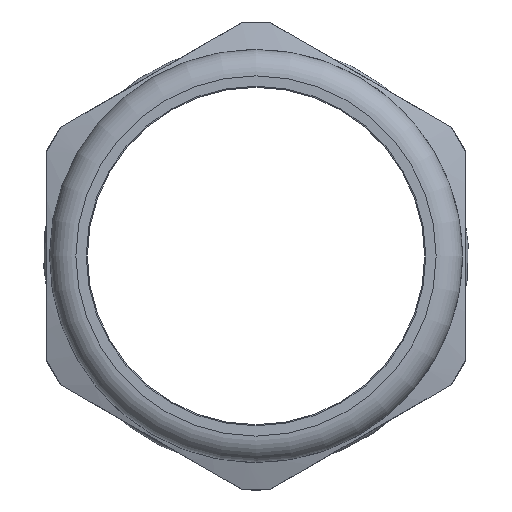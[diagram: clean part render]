
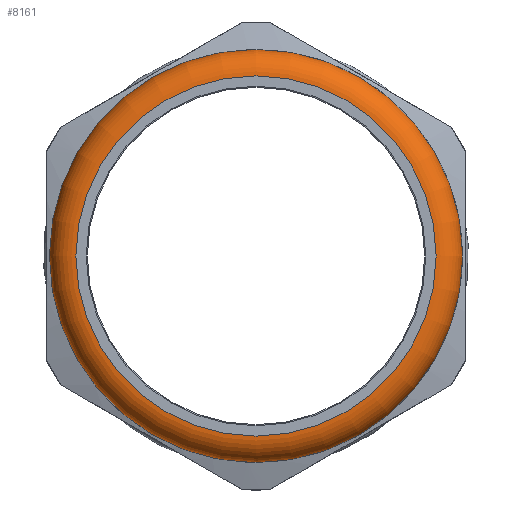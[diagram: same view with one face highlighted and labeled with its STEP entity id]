
A CAD part, left-side view. The second image highlights one B-rep face of the part: STEP entity #8161.
In plain terms, the highlighted toroidal (fillet/blend) face has major radius 33.15 mm and minor radius 4.85 mm.
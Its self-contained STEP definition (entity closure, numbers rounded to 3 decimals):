
#362=TOROIDAL_SURFACE('',#8704,33.15,4.85);
#402=FACE_BOUND('',#2716,.T.);
#448=CIRCLE('',#8703,33.15);
#449=CIRCLE('',#8705,38.);
#2236=FACE_OUTER_BOUND('',#2715,.T.);
#2715=EDGE_LOOP('',(#5559));
#2716=EDGE_LOOP('',(#5560));
#3250=VERTEX_POINT('',#15446);
#3251=VERTEX_POINT('',#15449);
#4166=EDGE_CURVE('',#3250,#3250,#448,.T.);
#4167=EDGE_CURVE('',#3251,#3251,#449,.T.);
#5559=ORIENTED_EDGE('',*,*,#4166,.T.);
#5560=ORIENTED_EDGE('',*,*,#4167,.F.);
#8161=ADVANCED_FACE('',(#2236,#402),#362,.T.);
#8703=AXIS2_PLACEMENT_3D('',#15447,#10185,#10186);
#8704=AXIS2_PLACEMENT_3D('',#15448,#10187,#10188);
#8705=AXIS2_PLACEMENT_3D('',#15450,#10189,#10190);
#10185=DIRECTION('center_axis',(1.,0.,0.));
#10186=DIRECTION('ref_axis',(0.,0.,-1.));
#10187=DIRECTION('center_axis',(1.,0.,0.));
#10188=DIRECTION('ref_axis',(0.,0.,-1.));
#10189=DIRECTION('center_axis',(1.,0.,0.));
#10190=DIRECTION('ref_axis',(0.,0.,-1.));
#15446=CARTESIAN_POINT('',(-22.25,33.15,0.));
#15447=CARTESIAN_POINT('Origin',(-22.25,0.,0.));
#15448=CARTESIAN_POINT('Origin',(-17.4,0.,0.));
#15449=CARTESIAN_POINT('',(-17.4,38.,0.));
#15450=CARTESIAN_POINT('Origin',(-17.4,0.,0.));
